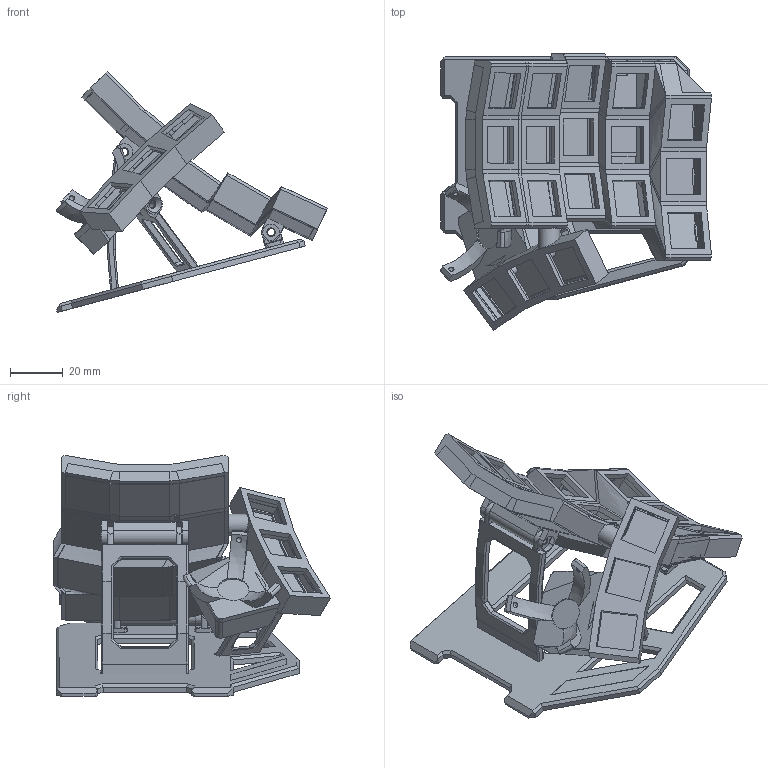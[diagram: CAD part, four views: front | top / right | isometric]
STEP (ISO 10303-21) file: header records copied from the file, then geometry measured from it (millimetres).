
FILE_DESCRIPTION(/* description */ (''),/* implementation_level */ '2;1');
FILE_NAME(/* name */ 'vfk-001 trackball 3360.step',/* time_stamp */ '2023-05-09T20:47:34+07:00',/* author */ (''),/* organization */ (''),/* preprocessor_version */ 'ST-DEVELOPER v19',/* originating_system */ 'Autodesk Translation Framework v11.7.0.108',/* authorisation */ '');
FILE_SCHEMA (('AUTOMOTIVE_DESIGN { 1 0 10303 214 3 1 1 }'));
Length unit declared in the file: millimetre
Products named in the file (12): vfk-001 tb3360; mcu; hp socket; arca (1); holder; front support; bottom; cluster bottom; ogen_pcb_3360; cluster tb 3360; cluster support tb; cluster bottom tb
Assembly tree (11 placements, depth 2):
  vfk-001 tb3360
    mcu
    hp socket
    arca (1)
    holder
    front support
    bottom
    cluster bottom
    ogen_pcb_3360
    cluster tb 3360
    cluster support tb
    cluster bottom tb
Bounding box: 102.43 x 104.63 x 91.03 mm (x, y, z)
Volume: 58002.2 mm3; surface area: 69324 mm2
Topology: 14 solids, 14 shells, 1563 faces, 4012 edges, 2509 vertices
Faces by surface type: plane 1218, bspline 169, cylinder 139, cone 25, sphere 9, torus 3
Full cylindrical faces by diameter (mm): 1.6 x1, 1.7 x4, 1.8 x12, 2 x2, 2.7 x7, 2.8 x2, 3 x2, 3.2 x4, 3.5 x2, 4 x4, 5 x1, 6 x2, 7 x1, 7.2 x2, 8 x1, 8.5 x8, 10.2 x2, 11.832 x1
Entity records: 49432 total; most frequent: CARTESIAN_POINT 11490, ORIENTED_EDGE 8020, DIRECTION 7169, EDGE_CURVE 4010, LINE 3455, VECTOR 3455, VERTEX_POINT 2509, AXIS2_PLACEMENT_3D 1857
